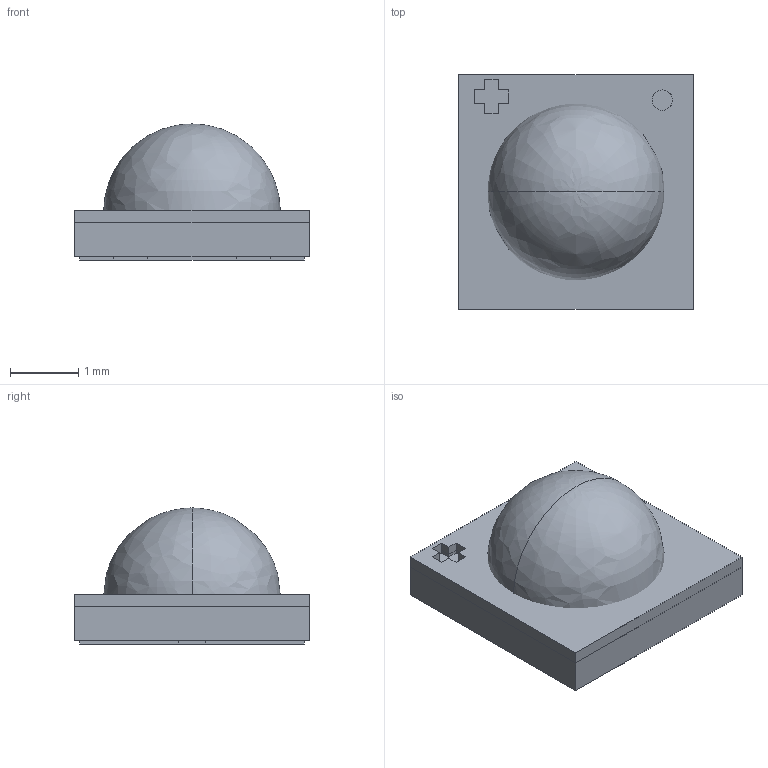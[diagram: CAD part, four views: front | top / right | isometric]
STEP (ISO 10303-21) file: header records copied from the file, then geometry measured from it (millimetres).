
FILE_DESCRIPTION (( 'STEP AP214' ), '1' );
FILE_NAME ('XZVS160S-x.STEP', '2021-03-04T17:03:13', ( '' ), ( '' ), 'SwSTEP 2.0', 'SolidWorks 2014', '' );
FILE_SCHEMA (( 'AUTOMOTIVE_DESIGN' ));
Length unit declared in the file: millimetre
Products named in the file (1): XZVS160S-x
Bounding box: 3.45 x 3.45 x 2 mm (x, y, z)
Surface area: 106.8 mm2 (no closed solid volume)
Topology: 0 solids, 29 shells, 119 faces, 305 edges, 225 vertices
Faces by surface type: plane 104, cylinder 12, bspline 3
Entity records: 3717 total; most frequent: CARTESIAN_POINT 705, DIRECTION 559, ORIENTED_EDGE 538, EDGE_CURVE 303, LINE 273, VECTOR 273, VERTEX_POINT 225, AXIS2_PLACEMENT_3D 143
